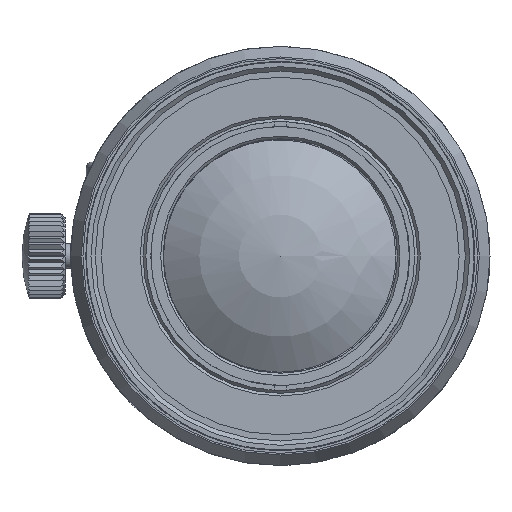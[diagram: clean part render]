
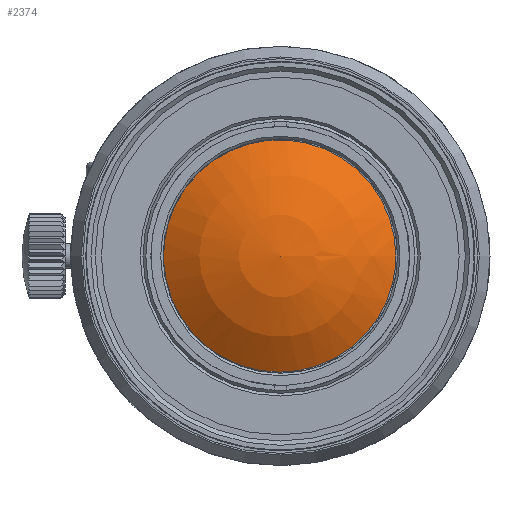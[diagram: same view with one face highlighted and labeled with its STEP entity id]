
A CAD part, left-side view. The second image highlights one B-rep face of the part: STEP entity #2374.
In plain terms, the highlighted spherical face has radius 15.774 mm.
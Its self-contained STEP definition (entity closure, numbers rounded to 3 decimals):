
#112=SPHERICAL_SURFACE('',#11419,15.774);
#426=FACE_OUTER_BOUND('',#3289,.T.);
#2374=ADVANCED_FACE('',(#426),#112,.T.);
#3289=EDGE_LOOP('',(#5360));
#5360=ORIENTED_EDGE('',*,*,#8202,.T.);
#6850=VERTEX_POINT('',#13740);
#8202=EDGE_CURVE('',#6850,#6850,#9859,.T.);
#9859=B_SPLINE_CURVE_WITH_KNOTS('',3,(#13722,#13723,#13724,#13725,#13726,
#13727,#13728,#13729,#13730,#13731,#13732,#13733,#13734,#13735,#13736,#13737,
#13738,#13739),.UNSPECIFIED.,.T.,.F.,(2,2,2,2,2,2,2,2,2,2,2),(-0.125,0.,
0.125,0.25,0.375,0.5,0.625,0.75,0.875,1.,1.125),.UNSPECIFIED.);
#11419=AXIS2_PLACEMENT_3D('',#16971,#13251,#13252);
#13251=DIRECTION('',(1.,0.,0.));
#13252=DIRECTION('',(0.,-1.,0.));
#13722=CARTESIAN_POINT('',(-53.234,-9.368,-2.489));
#13723=CARTESIAN_POINT('',(-53.234,-9.368,2.489));
#13724=CARTESIAN_POINT('',(-53.229,-8.346,4.924));
#13725=CARTESIAN_POINT('',(-53.215,-4.869,8.399));
#13726=CARTESIAN_POINT('',(-53.205,-2.41,9.419));
#13727=CARTESIAN_POINT('',(-53.185,2.505,9.421));
#13728=CARTESIAN_POINT('',(-53.174,4.951,8.422));
#13729=CARTESIAN_POINT('',(-53.16,8.47,4.907));
#13730=CARTESIAN_POINT('',(-53.155,9.472,2.462));
#13731=CARTESIAN_POINT('',(-53.155,9.474,-2.456));
#13732=CARTESIAN_POINT('',(-53.16,8.456,-4.916));
#13733=CARTESIAN_POINT('',(-53.174,4.985,-8.393));
#13734=CARTESIAN_POINT('',(-53.184,2.547,-9.417));
#13735=CARTESIAN_POINT('',(-53.205,-2.422,-9.422));
#13736=CARTESIAN_POINT('',(-53.215,-4.862,-8.404));
#13737=CARTESIAN_POINT('',(-53.229,-8.344,-4.928));
#13738=CARTESIAN_POINT('',(-53.234,-9.368,-2.489));
#13739=CARTESIAN_POINT('',(-53.234,-9.368,2.489));
#13740=CARTESIAN_POINT('',(-53.234,-9.368,0.));
#16971=CARTESIAN_POINT('',(-40.542,0.,0.));
